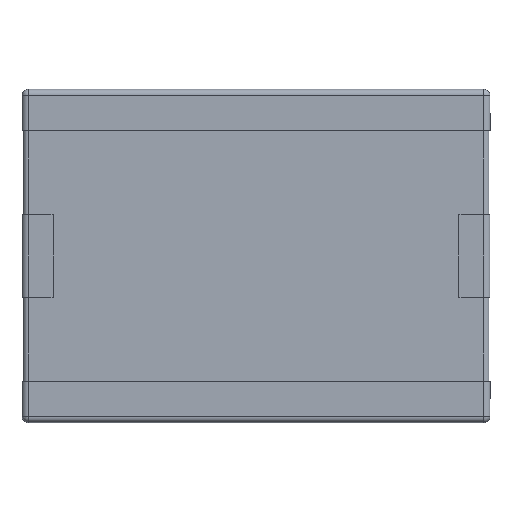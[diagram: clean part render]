
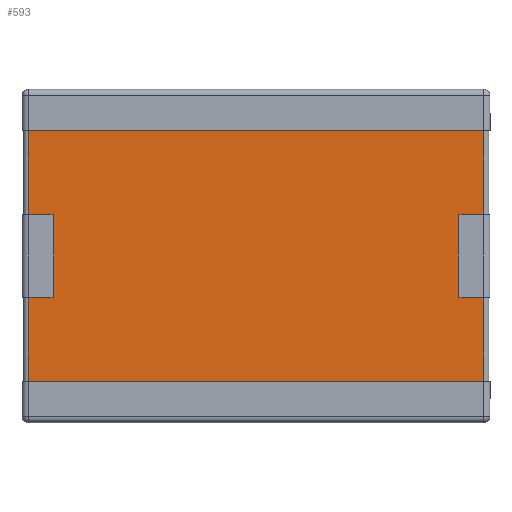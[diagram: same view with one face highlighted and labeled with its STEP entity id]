
A CAD part, front view. The second image highlights one B-rep face of the part: STEP entity #593.
In plain terms, the highlighted planar face has unit normal (0, -1, 0).
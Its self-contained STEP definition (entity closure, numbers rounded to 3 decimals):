
#22 = DIRECTION ( 'NONE',  ( 0., 0., 1. ) ) ;
#63 = LINE ( 'NONE', #811, #1515 ) ;
#66 = DIRECTION ( 'NONE',  ( 0., 0., 1. ) ) ;
#92 = ORIENTED_EDGE ( 'NONE', *, *, #1699, .F. ) ;
#171 = VERTEX_POINT ( 'NONE', #1863 ) ;
#172 = LINE ( 'NONE', #2238, #1005 ) ;
#214 = DIRECTION ( 'NONE',  ( 1., 0., 0. ) ) ;
#227 = CARTESIAN_POINT ( 'NONE',  ( -2.26, 0., 0.4 ) ) ;
#235 = ORIENTED_EDGE ( 'NONE', *, *, #2181, .T. ) ;
#248 = LINE ( 'NONE', #1004, #854 ) ;
#265 = VERTEX_POINT ( 'NONE', #913 ) ;
#284 = EDGE_CURVE ( 'NONE', #1564, #2035, #360, .T. ) ;
#305 = LINE ( 'NONE', #2020, #858 ) ;
#311 = CARTESIAN_POINT ( 'NONE',  ( 1.96, 0., 0.4 ) ) ;
#327 = LINE ( 'NONE', #2377, #773 ) ;
#334 = VERTEX_POINT ( 'NONE', #1112 ) ;
#360 = LINE ( 'NONE', #754, #2261 ) ;
#445 = DIRECTION ( 'NONE',  ( -1., 0., 0. ) ) ;
#451 = DIRECTION ( 'NONE',  ( 0., 1., 0. ) ) ;
#491 = VECTOR ( 'NONE', #445, 1000. ) ;
#510 = EDGE_CURVE ( 'NONE', #1747, #2404, #305, .T. ) ;
#593 = ADVANCED_FACE ( 'NONE', ( #1297 ), #1495, .F. ) ;
#613 = CARTESIAN_POINT ( 'NONE',  ( 1.96, 0., -0.4 ) ) ;
#619 = ORIENTED_EDGE ( 'NONE', *, *, #1860, .F. ) ;
#623 = LINE ( 'NONE', #1568, #1125 ) ;
#655 = DIRECTION ( 'NONE',  ( 0., 0., 1. ) ) ;
#674 = CARTESIAN_POINT ( 'NONE',  ( -2.2, 0., 1.21 ) ) ;
#686 = EDGE_CURVE ( 'NONE', #1206, #1786, #1230, .T. ) ;
#719 = EDGE_CURVE ( 'NONE', #1164, #1786, #63, .T. ) ;
#754 = CARTESIAN_POINT ( 'NONE',  ( -2.26, 0., 1.21 ) ) ;
#773 = VECTOR ( 'NONE', #1080, 1000. ) ;
#811 = CARTESIAN_POINT ( 'NONE',  ( 2.2, 0., 0. ) ) ;
#816 = VECTOR ( 'NONE', #1839, 1000. ) ;
#854 = VECTOR ( 'NONE', #1502, 1000. ) ;
#858 = VECTOR ( 'NONE', #1805, 1000. ) ;
#894 = EDGE_CURVE ( 'NONE', #2404, #1206, #172, .T. ) ;
#913 = CARTESIAN_POINT ( 'NONE',  ( -2.2, 0., -1.21 ) ) ;
#946 = CARTESIAN_POINT ( 'NONE',  ( 2.2, 0., -0.4 ) ) ;
#969 = DIRECTION ( 'NONE',  ( 0., 0., 1. ) ) ;
#1004 = CARTESIAN_POINT ( 'NONE',  ( -2.26, 0., -1.21 ) ) ;
#1005 = VECTOR ( 'NONE', #1895, 1000. ) ;
#1080 = DIRECTION ( 'NONE',  ( 0., 0., -1. ) ) ;
#1095 = CARTESIAN_POINT ( 'NONE',  ( -2.2, 0., 0. ) ) ;
#1112 = CARTESIAN_POINT ( 'NONE',  ( -2.2, 0., 0.4 ) ) ;
#1125 = VECTOR ( 'NONE', #214, 1000. ) ;
#1127 = CARTESIAN_POINT ( 'NONE',  ( -1.96, 0., 0.4 ) ) ;
#1154 = ORIENTED_EDGE ( 'NONE', *, *, #1900, .F. ) ;
#1158 = AXIS2_PLACEMENT_3D ( 'NONE', #1557, #451, #66 ) ;
#1164 = VERTEX_POINT ( 'NONE', #2097 ) ;
#1177 = ORIENTED_EDGE ( 'NONE', *, *, #719, .T. ) ;
#1197 = VECTOR ( 'NONE', #2343, 1000. ) ;
#1206 = VERTEX_POINT ( 'NONE', #613 ) ;
#1230 = LINE ( 'NONE', #1769, #1197 ) ;
#1288 = LINE ( 'NONE', #1095, #816 ) ;
#1297 = FACE_OUTER_BOUND ( 'NONE', #1856, .T. ) ;
#1358 = ORIENTED_EDGE ( 'NONE', *, *, #1966, .T. ) ;
#1379 = CARTESIAN_POINT ( 'NONE',  ( 2.2, 0., 1.21 ) ) ;
#1381 = CARTESIAN_POINT ( 'NONE',  ( -2.2, 0., -0.4 ) ) ;
#1407 = ORIENTED_EDGE ( 'NONE', *, *, #510, .F. ) ;
#1489 = LINE ( 'NONE', #1127, #1523 ) ;
#1495 = PLANE ( 'NONE',  #1158 ) ;
#1502 = DIRECTION ( 'NONE',  ( -1., 0., 0. ) ) ;
#1515 = VECTOR ( 'NONE', #655, 1000. ) ;
#1523 = VECTOR ( 'NONE', #22, 1000. ) ;
#1557 = CARTESIAN_POINT ( 'NONE',  ( 0., 0., 0. ) ) ;
#1564 = VERTEX_POINT ( 'NONE', #674 ) ;
#1568 = CARTESIAN_POINT ( 'NONE',  ( -2.26, 0., -0.4 ) ) ;
#1616 = EDGE_CURVE ( 'NONE', #1747, #2035, #2321, .T. ) ;
#1646 = ORIENTED_EDGE ( 'NONE', *, *, #284, .F. ) ;
#1658 = VERTEX_POINT ( 'NONE', #1973 ) ;
#1699 = EDGE_CURVE ( 'NONE', #1164, #265, #248, .T. ) ;
#1747 = VERTEX_POINT ( 'NONE', #2213 ) ;
#1766 = CARTESIAN_POINT ( 'NONE',  ( 2.2, 0., 0. ) ) ;
#1769 = CARTESIAN_POINT ( 'NONE',  ( 2.26, 0., -0.4 ) ) ;
#1776 = EDGE_CURVE ( 'NONE', #171, #1658, #1489, .T. ) ;
#1786 = VERTEX_POINT ( 'NONE', #946 ) ;
#1805 = DIRECTION ( 'NONE',  ( -1., 0., 0. ) ) ;
#1839 = DIRECTION ( 'NONE',  ( 0., 0., -1. ) ) ;
#1855 = ORIENTED_EDGE ( 'NONE', *, *, #1776, .F. ) ;
#1856 = EDGE_LOOP ( 'NONE', ( #92, #1177, #2072, #2331, #1407, #2287, #1646, #1358, #1154, #1855, #619, #235 ) ) ;
#1860 = EDGE_CURVE ( 'NONE', #1879, #171, #623, .T. ) ;
#1863 = CARTESIAN_POINT ( 'NONE',  ( -1.96, 0., -0.4 ) ) ;
#1879 = VERTEX_POINT ( 'NONE', #1381 ) ;
#1895 = DIRECTION ( 'NONE',  ( 0., 0., -1. ) ) ;
#1900 = EDGE_CURVE ( 'NONE', #1658, #334, #2135, .T. ) ;
#1966 = EDGE_CURVE ( 'NONE', #1564, #334, #1288, .T. ) ;
#1973 = CARTESIAN_POINT ( 'NONE',  ( -1.96, 0., 0.4 ) ) ;
#2020 = CARTESIAN_POINT ( 'NONE',  ( 2.26, 0., 0.4 ) ) ;
#2035 = VERTEX_POINT ( 'NONE', #1379 ) ;
#2072 = ORIENTED_EDGE ( 'NONE', *, *, #686, .F. ) ;
#2097 = CARTESIAN_POINT ( 'NONE',  ( 2.2, 0., -1.21 ) ) ;
#2135 = LINE ( 'NONE', #227, #491 ) ;
#2181 = EDGE_CURVE ( 'NONE', #1879, #265, #327, .T. ) ;
#2213 = CARTESIAN_POINT ( 'NONE',  ( 2.2, 0., 0.4 ) ) ;
#2217 = DIRECTION ( 'NONE',  ( 1., 0., 0. ) ) ;
#2238 = CARTESIAN_POINT ( 'NONE',  ( 1.96, 0., 0.4 ) ) ;
#2261 = VECTOR ( 'NONE', #2217, 1000. ) ;
#2287 = ORIENTED_EDGE ( 'NONE', *, *, #1616, .T. ) ;
#2321 = LINE ( 'NONE', #1766, #2411 ) ;
#2331 = ORIENTED_EDGE ( 'NONE', *, *, #894, .F. ) ;
#2343 = DIRECTION ( 'NONE',  ( 1., 0., 0. ) ) ;
#2377 = CARTESIAN_POINT ( 'NONE',  ( -2.2, 0., 0. ) ) ;
#2404 = VERTEX_POINT ( 'NONE', #311 ) ;
#2411 = VECTOR ( 'NONE', #969, 1000. ) ;
